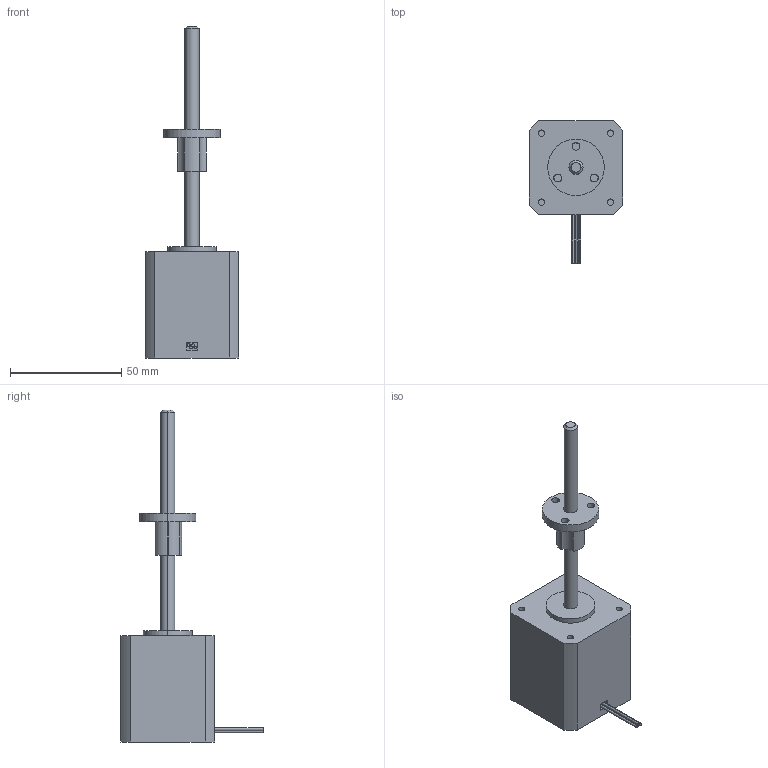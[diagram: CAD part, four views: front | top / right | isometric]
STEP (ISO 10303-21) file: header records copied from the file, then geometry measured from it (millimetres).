
FILE_DESCRIPTION (( 'STEP AP214' ), '1' );
FILE_NAME ('AMETEK-E43M4B-2.33-4-12-PTFE-M3.STEP', '2023-10-31T15:51:05', ( '' ), ( '' ), 'SwSTEP 2.0', 'SolidWorks 2022', '' );
FILE_SCHEMA (( 'AUTOMOTIVE_DESIGN' ));
Length unit declared in the file: inch
Products named in the file (3): 43000 External Linear Nut; 43000 Double Stack External Linear; AMETEK-E43M4B-2.33-4-12-PTFE-M3
Assembly tree (2 placements, depth 2):
  AMETEK-E43M4B-2.33-4-12-PTFE-M3
    43000 Double Stack External Linear
    43000 External Linear Nut
Bounding box: 42.2 x 64.03 x 149.35 mm (x, y, z)
Volume: 88702.6 mm3; surface area: 17080.9 mm2
Topology: 2 solids, 2 shells, 74 faces, 166 edges, 110 vertices
Faces by surface type: cylinder 46, plane 26, cone 2
Entity records: 2716 total; most frequent: DIRECTION 418, CARTESIAN_POINT 355, ORIENTED_EDGE 332, AXIS2_PLACEMENT_3D 173, EDGE_CURVE 166, VERTEX_POINT 110, EDGE_LOOP 96, CIRCLE 94
